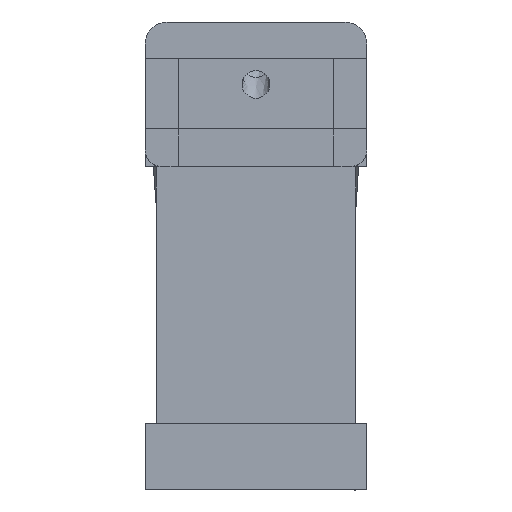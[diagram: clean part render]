
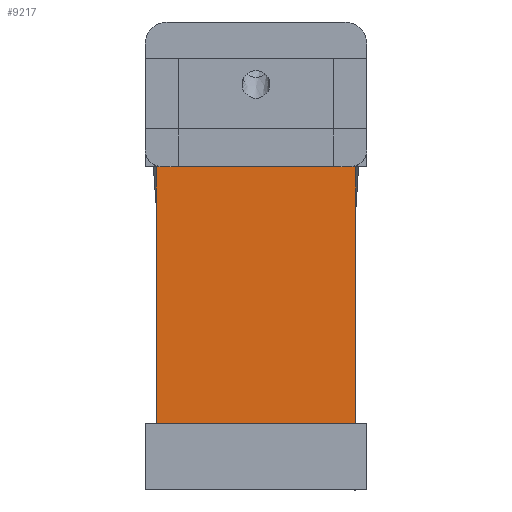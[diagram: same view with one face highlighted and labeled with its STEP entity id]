
A CAD part, top view. The second image highlights one B-rep face of the part: STEP entity #9217.
In plain terms, the highlighted face is planar.
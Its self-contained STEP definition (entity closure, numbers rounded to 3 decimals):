
#754=FACE_OUTER_BOUND('',#1265,.T.);
#1265=EDGE_LOOP('',(#7705,#7706,#7707,#7708));
#2272=LINE('',#15396,#3249);
#2273=LINE('',#15399,#3250);
#2276=LINE('',#15405,#3253);
#2279=LINE('',#15410,#3256);
#3249=VECTOR('',#11783,10.);
#3250=VECTOR('',#11786,10.);
#3253=VECTOR('',#11791,10.);
#3256=VECTOR('',#11796,10.);
#4222=VERTEX_POINT('',#15355);
#4227=VERTEX_POINT('',#15365);
#4236=VERTEX_POINT('',#15398);
#4238=VERTEX_POINT('',#15404);
#5431=EDGE_CURVE('',#4222,#4227,#2272,.T.);
#5432=EDGE_CURVE('',#4227,#4236,#2273,.T.);
#5435=EDGE_CURVE('',#4238,#4222,#2276,.T.);
#5438=EDGE_CURVE('',#4236,#4238,#2279,.T.);
#7705=ORIENTED_EDGE('',*,*,#5438,.F.);
#7706=ORIENTED_EDGE('',*,*,#5432,.F.);
#7707=ORIENTED_EDGE('',*,*,#5431,.F.);
#7708=ORIENTED_EDGE('',*,*,#5435,.F.);
#8801=PLANE('',#9946);
#9217=ADVANCED_FACE('',(#754),#8801,.F.);
#9946=AXIS2_PLACEMENT_3D('',#15413,#11800,#11801);
#11783=DIRECTION('',(0.,0.,-1.));
#11786=DIRECTION('',(0.,1.,0.));
#11791=DIRECTION('',(0.,-1.,0.));
#11796=DIRECTION('',(0.,0.,1.));
#11800=DIRECTION('center_axis',(1.,0.,0.));
#11801=DIRECTION('ref_axis',(0.,0.,-1.));
#15355=CARTESIAN_POINT('',(0.,-23.,1.033));
#15365=CARTESIAN_POINT('',(0.,-23.,-16.967));
#15396=CARTESIAN_POINT('',(0.,-23.,1.033));
#15398=CARTESIAN_POINT('',(0.,0.1,-16.967));
#15399=CARTESIAN_POINT('',(0.,-23.,-16.967));
#15404=CARTESIAN_POINT('',(0.,0.1,1.033));
#15405=CARTESIAN_POINT('',(0.,0.1,1.033));
#15410=CARTESIAN_POINT('',(0.,0.1,-16.967));
#15413=CARTESIAN_POINT('Origin',(0.,-11.45,-7.967));
